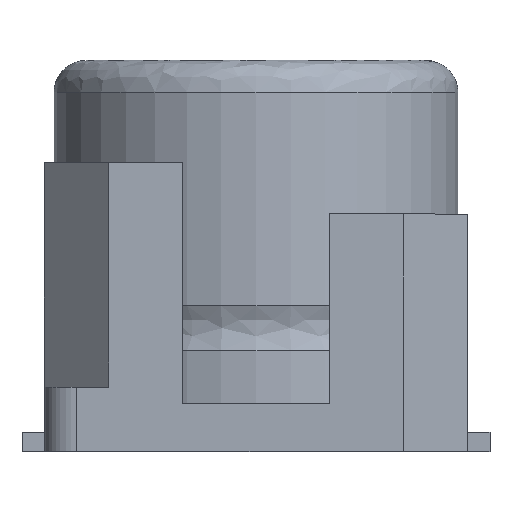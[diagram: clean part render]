
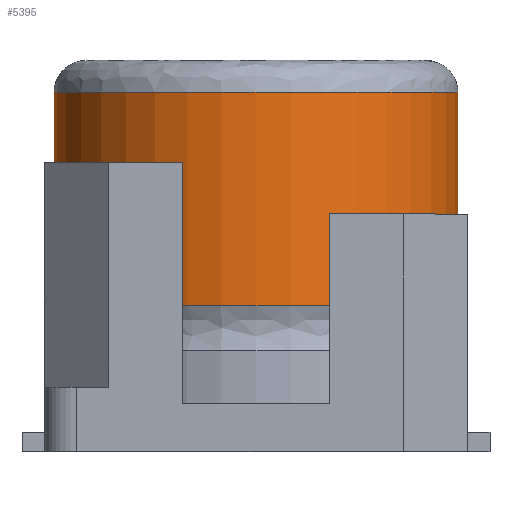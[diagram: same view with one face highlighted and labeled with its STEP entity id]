
A CAD part, top view. The second image highlights one B-rep face of the part: STEP entity #5395.
In plain terms, the highlighted cylindrical face has radius 3.15 mm (diameter 6.3 mm), a partial arc.
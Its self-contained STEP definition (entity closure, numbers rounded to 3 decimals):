
#19 = CIRCLE ( 'NONE', #2939, 3.15 ) ;
#192 = AXIS2_PLACEMENT_3D ( 'NONE', #214, #6211, #3723 ) ;
#214 = CARTESIAN_POINT ( 'NONE',  ( 0., 2.27, 0. ) ) ;
#269 = DIRECTION ( 'NONE',  ( 1., 0., 0. ) ) ;
#487 = AXIS2_PLACEMENT_3D ( 'NONE', #1215, #3790, #269 ) ;
#858 = DIRECTION ( 'NONE',  ( 0., -1., 0. ) ) ;
#934 = EDGE_CURVE ( 'NONE', #3442, #1711, #19, .T. ) ;
#1215 = CARTESIAN_POINT ( 'NONE',  ( 0., 6.1, 0. ) ) ;
#1480 = ORIENTED_EDGE ( 'NONE', *, *, #6409, .F. ) ;
#1711 = VERTEX_POINT ( 'NONE', #6411 ) ;
#1764 = VECTOR ( 'NONE', #4430, 1000. ) ;
#2013 = CARTESIAN_POINT ( 'NONE',  ( 3.15, 6.1, 0. ) ) ;
#2333 = EDGE_CURVE ( 'NONE', #4562, #4662, #6094, .T. ) ;
#2348 = LINE ( 'NONE', #3415, #4072 ) ;
#2490 = CYLINDRICAL_SURFACE ( 'NONE', #487, 3.15 ) ;
#2939 = AXIS2_PLACEMENT_3D ( 'NONE', #3680, #858, #3318 ) ;
#3318 = DIRECTION ( 'NONE',  ( 1., 0., 0. ) ) ;
#3415 = CARTESIAN_POINT ( 'NONE',  ( -3.15, 6.1, 0. ) ) ;
#3442 = VERTEX_POINT ( 'NONE', #5092 ) ;
#3680 = CARTESIAN_POINT ( 'NONE',  ( 0., 5.6, 0. ) ) ;
#3723 = DIRECTION ( 'NONE',  ( 1., 0., 0. ) ) ;
#3790 = DIRECTION ( 'NONE',  ( 0., -1., 0. ) ) ;
#4007 = ORIENTED_EDGE ( 'NONE', *, *, #2333, .T. ) ;
#4072 = VECTOR ( 'NONE', #4852, 1000. ) ;
#4153 = ORIENTED_EDGE ( 'NONE', *, *, #4917, .T. ) ;
#4430 = DIRECTION ( 'NONE',  ( 0., -1., 0. ) ) ;
#4498 = LINE ( 'NONE', #2013, #1764 ) ;
#4562 = VERTEX_POINT ( 'NONE', #6013 ) ;
#4662 = VERTEX_POINT ( 'NONE', #5081 ) ;
#4852 = DIRECTION ( 'NONE',  ( 0., -1., 0. ) ) ;
#4917 = EDGE_CURVE ( 'NONE', #1711, #4562, #2348, .T. ) ;
#5081 = CARTESIAN_POINT ( 'NONE',  ( 3.15, 2.27, 0. ) ) ;
#5092 = CARTESIAN_POINT ( 'NONE',  ( 3.15, 5.6, 0. ) ) ;
#5156 = EDGE_LOOP ( 'NONE', ( #6504, #4153, #4007, #1480 ) ) ;
#5395 = ADVANCED_FACE ( 'NONE', ( #6274 ), #2490, .T. ) ;
#6013 = CARTESIAN_POINT ( 'NONE',  ( -3.15, 2.27, 0. ) ) ;
#6094 = CIRCLE ( 'NONE', #192, 3.15 ) ;
#6211 = DIRECTION ( 'NONE',  ( 0., 1., 0. ) ) ;
#6274 = FACE_OUTER_BOUND ( 'NONE', #5156, .T. ) ;
#6409 = EDGE_CURVE ( 'NONE', #3442, #4662, #4498, .T. ) ;
#6411 = CARTESIAN_POINT ( 'NONE',  ( -3.15, 5.6, 0. ) ) ;
#6504 = ORIENTED_EDGE ( 'NONE', *, *, #934, .T. ) ;
